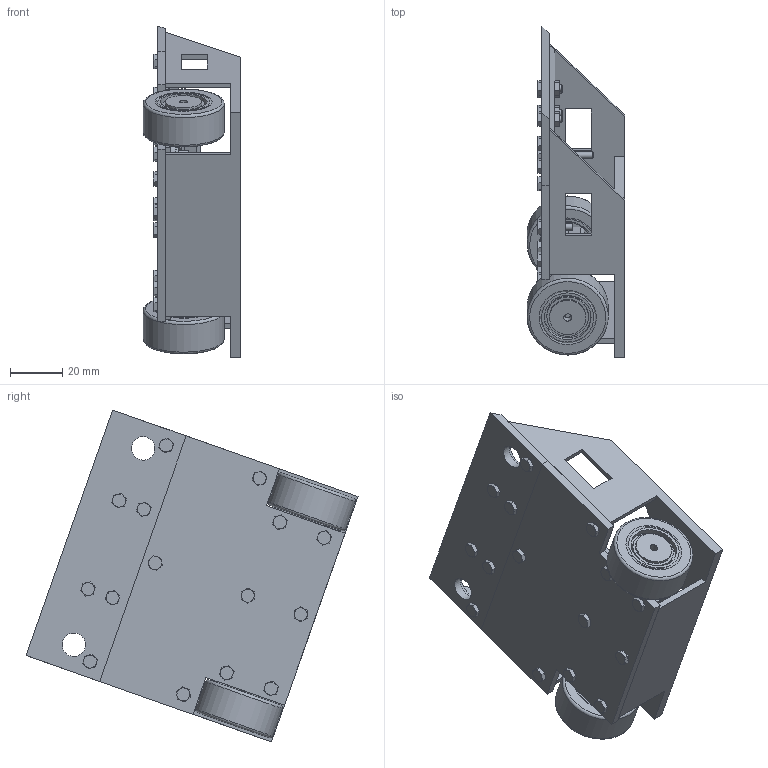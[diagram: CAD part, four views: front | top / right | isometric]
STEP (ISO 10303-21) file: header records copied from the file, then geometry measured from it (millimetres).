
FILE_DESCRIPTION(/* description */ (''),/* implementation_level */ '2;1');
FILE_NAME(/* name */ '1. Podstawa+Kola+Obudowa.stp',/* time_stamp */ '2016-11-21T09:34:14-08:00',/* author */ ('Shichi'),/* organization */ (''),/* preprocessor_version */ 'ST-DEVELOPER v16.5',/* originating_system */ 'Autodesk Inventor 2017',/* authorisation */ '');
FILE_SCHEMA (('AUTOMOTIVE_DESIGN { 1 0 10303 214 3 1 1 }'));
Products named in the file (20): Podstawa+Kola+Obudowa; Podstawa_zlozona+Sruby; Podstawa_zlozona; Podstawa; Podstawa_1; Ostrze; AS 1110 - M2,5 x 8; AS 1110 - M2,5 x 12; AS 1110 - M2,5 x 20; AS 1110 - M2,5 x 25; Podstawa+silnik; Kolo+Opona; Opona; Kolo; POLOLU+mocowanie; Mounting_bracket; motor; obudowa; AS 1112 - M2,5  Type 5; Podkladka
Assembly tree (41 placements, depth 4):
  Podstawa+Kola+Obudowa
    Podstawa_zlozona+Sruby
      Podstawa_zlozona
        Podstawa
        Podstawa_1
        Ostrze
      AS 1110 - M2,5 x 12  x6
      AS 1110 - M2,5 x 8  x6
      AS 1112 - M2,5  Type 5  x6
      AS 1110 - M2,5 x 20
      AS 1110 - M2,5 x 25  x2
    Podstawa+silnik  x2
      Kolo+Opona
        Opona
        Kolo
      POLOLU+mocowanie
        Mounting_bracket
        motor
    obudowa
    AS 1112 - M2,5  Type 5  x4
    Podkladka  x2
Bounding box: 37.6 x 127.54 x 127.54 mm (x, y, z)
Volume: 81793.8 mm3; surface area: 70551.4 mm2
Topology: 39 solids, 39 shells, 1096 faces, 2525 edges, 1549 vertices
Faces by surface type: plane 596, cone 249, cylinder 215, torus 36
Full cylindrical faces by diameter (mm): 2 x10, 2.013 x10, 2.5 x50, 3 x2, 3.9 x2, 4 x2, 5 x17, 9 x2, 12 x2, 14 x2, 16 x2, 18 x4, 20 x2, 22 x2, 31.2 x2
Entity records: 13168 total; most frequent: CARTESIAN_POINT 2483, DIRECTION 2153, ORIENTED_EDGE 1914, EDGE_CURVE 957, AXIS2_PLACEMENT_3D 797, VERTEX_POINT 655, EDGE_LOOP 628, LINE 559
